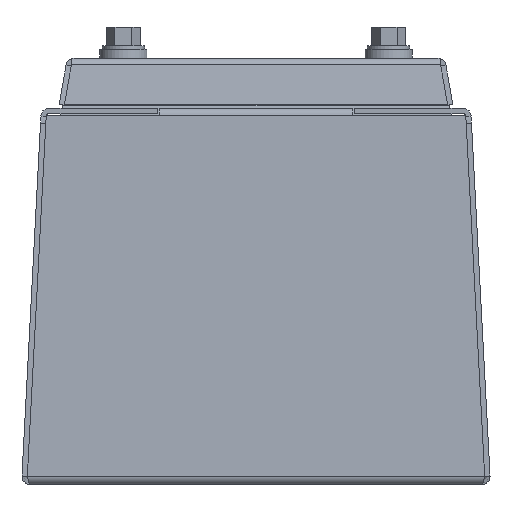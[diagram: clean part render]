
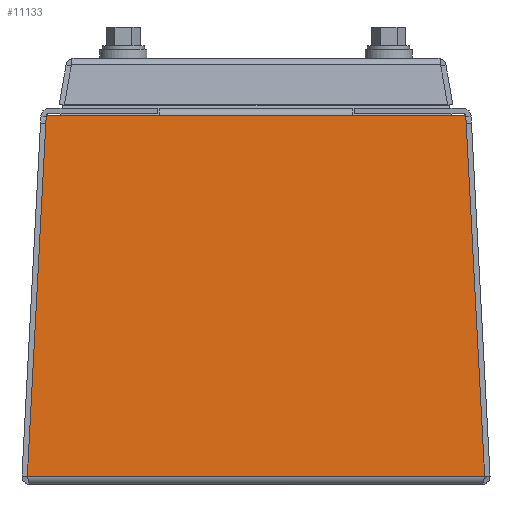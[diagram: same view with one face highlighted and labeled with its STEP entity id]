
A CAD part, left-side view. The second image highlights one B-rep face of the part: STEP entity #11133.
In plain terms, the highlighted planar face has unit normal (-0.999, 0, 0.052).
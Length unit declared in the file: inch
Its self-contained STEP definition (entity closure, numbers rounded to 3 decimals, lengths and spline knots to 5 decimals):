
#1516 = DIRECTION ( 'NONE',  ( 0.052, 0.052, 0.997 ) ) ;
#1723 = LINE ( 'NONE', #10632, #4447 ) ;
#2011 = LINE ( 'NONE', #13587, #10782 ) ;
#2026 = ORIENTED_EDGE ( 'NONE', *, *, #3567, .T. ) ;
#2128 = CARTESIAN_POINT ( 'NONE',  ( -4.97082, -2.43079, 0.0905 ) ) ;
#2211 = VERTEX_POINT ( 'NONE', #14093 ) ;
#2381 = VERTEX_POINT ( 'NONE', #11493 ) ;
#2502 = CARTESIAN_POINT ( 'NONE',  ( -4.77021, 2.23017, 3.9185 ) ) ;
#3363 = ORIENTED_EDGE ( 'NONE', *, *, #7030, .T. ) ;
#3502 = LINE ( 'NONE', #4617, #8789 ) ;
#3567 = EDGE_CURVE ( 'NONE', #11283, #8799, #2011, .T. ) ;
#4161 = DIRECTION ( 'NONE',  ( -0.052, 0.052, -0.997 ) ) ;
#4447 = VECTOR ( 'NONE', #4161, 39.37008 ) ;
#4617 = CARTESIAN_POINT ( 'NONE',  ( -4.97082, -2.43079, 0.0905 ) ) ;
#4905 = EDGE_CURVE ( 'NONE', #9027, #2381, #1723, .T. ) ;
#5094 = LINE ( 'NONE', #7320, #8597 ) ;
#6568 = PLANE ( 'NONE',  #13519 ) ;
#6649 = CARTESIAN_POINT ( 'NONE',  ( -4.77021, -1.02773, 3.9185 ) ) ;
#6786 = ORIENTED_EDGE ( 'NONE', *, *, #12010, .T. ) ;
#7030 = EDGE_CURVE ( 'NONE', #11265, #2211, #3502, .T. ) ;
#7320 = CARTESIAN_POINT ( 'NONE',  ( -4.77021, -16.85702, 3.9185 ) ) ;
#7842 = EDGE_CURVE ( 'NONE', #8799, #9027, #10140, .T. ) ;
#8597 = VECTOR ( 'NONE', #10462, 39.37008 ) ;
#8789 = VECTOR ( 'NONE', #1516, 39.37008 ) ;
#8799 = VERTEX_POINT ( 'NONE', #11003 ) ;
#9027 = VERTEX_POINT ( 'NONE', #2502 ) ;
#9086 = DIRECTION ( 'NONE',  ( 0., 1., 0. ) ) ;
#9731 = DIRECTION ( 'NONE',  ( -0.999, 0., 0.052 ) ) ;
#9933 = VECTOR ( 'NONE', #10074, 39.37008 ) ;
#9990 = EDGE_LOOP ( 'NONE', ( #6786, #2026, #11928, #10829, #14117, #3363 ) ) ;
#10074 = DIRECTION ( 'NONE',  ( 0., 1., 0. ) ) ;
#10140 = LINE ( 'NONE', #14512, #9933 ) ;
#10462 = DIRECTION ( 'NONE',  ( 0., 1., 0. ) ) ;
#10632 = CARTESIAN_POINT ( 'NONE',  ( -4.77021, 2.23017, 3.9185 ) ) ;
#10782 = VECTOR ( 'NONE', #9086, 39.37008 ) ;
#10829 = ORIENTED_EDGE ( 'NONE', *, *, #4905, .T. ) ;
#11003 = CARTESIAN_POINT ( 'NONE',  ( -4.77021, 1.02773, 3.9185 ) ) ;
#11085 = DIRECTION ( 'NONE',  ( 0., 1., 0. ) ) ;
#11133 = ADVANCED_FACE ( 'NONE', ( #13338 ), #6568, .T. ) ;
#11265 = VERTEX_POINT ( 'NONE', #2128 ) ;
#11283 = VERTEX_POINT ( 'NONE', #6649 ) ;
#11493 = CARTESIAN_POINT ( 'NONE',  ( -4.97082, 2.43079, 0.0905 ) ) ;
#11508 = VECTOR ( 'NONE', #11085, 39.37008 ) ;
#11928 = ORIENTED_EDGE ( 'NONE', *, *, #7842, .T. ) ;
#12010 = EDGE_CURVE ( 'NONE', #2211, #11283, #5094, .T. ) ;
#13121 = DIRECTION ( 'NONE',  ( 0.052, 0., 0.999 ) ) ;
#13338 = FACE_OUTER_BOUND ( 'NONE', #9990, .T. ) ;
#13519 = AXIS2_PLACEMENT_3D ( 'NONE', #14373, #9731, #13121 ) ;
#13587 = CARTESIAN_POINT ( 'NONE',  ( -4.77021, -16.85702, 3.9185 ) ) ;
#13635 = EDGE_CURVE ( 'NONE', #11265, #2381, #14340, .T. ) ;
#14093 = CARTESIAN_POINT ( 'NONE',  ( -4.77021, -2.23017, 3.9185 ) ) ;
#14117 = ORIENTED_EDGE ( 'NONE', *, *, #13635, .F. ) ;
#14340 = LINE ( 'NONE', #14490, #11508 ) ;
#14373 = CARTESIAN_POINT ( 'NONE',  ( -4.97242, -16.85702, 0.05998 ) ) ;
#14490 = CARTESIAN_POINT ( 'NONE',  ( -4.97082, -2.40194, 0.0905 ) ) ;
#14512 = CARTESIAN_POINT ( 'NONE',  ( -4.77021, -16.85702, 3.9185 ) ) ;
